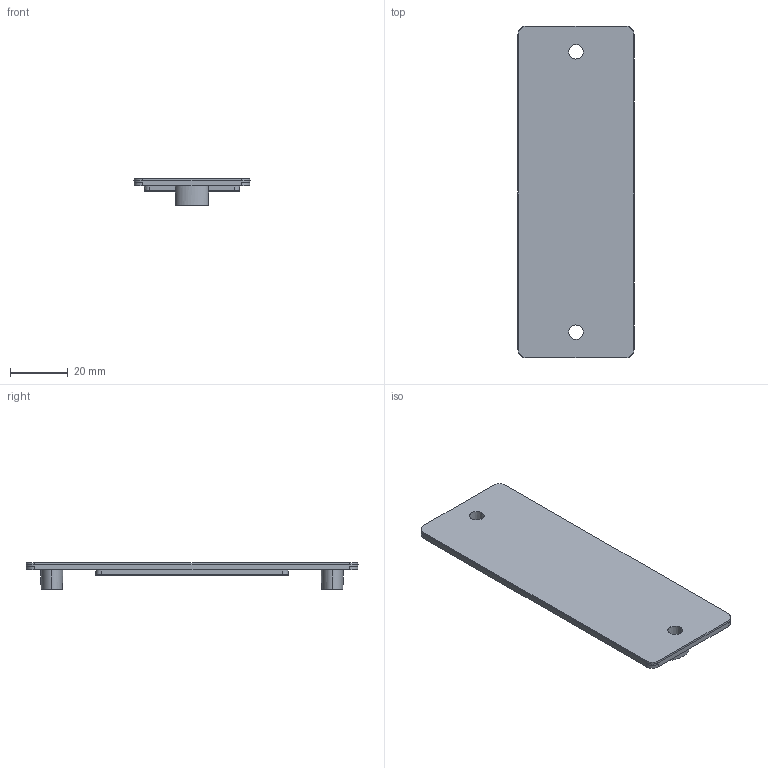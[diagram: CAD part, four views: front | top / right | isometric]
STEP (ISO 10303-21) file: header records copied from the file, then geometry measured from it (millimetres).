
FILE_DESCRIPTION (( 'STEP AP214' ), '1' );
FILE_NAME ('simple insert.STEP', '2014-07-23T08:19:28', ( '呬鍙鳼' ), ( '' ), 'SwSTEP 2.0', 'SolidWorks 2013', '' );
FILE_SCHEMA (( 'AUTOMOTIVE_DESIGN' ));
Length unit declared in the file: millimetre
Products named in the file (1): simple insert
Bounding box: 40.03 x 114.56 x 9.3 mm (x, y, z)
Volume: 16319.8 mm3; surface area: 10885 mm2
Topology: 1 solids, 1 shells, 51 faces, 152 edges, 106 vertices
Faces by surface type: plane 17, cone 12, bspline 10, cylinder 8, torus 4
Entity records: 2388 total; most frequent: CARTESIAN_POINT 1060, ORIENTED_EDGE 304, DIRECTION 218, EDGE_CURVE 152, VERTEX_POINT 106, AXIS2_PLACEMENT_3D 74, VECTOR 70, LINE 70
